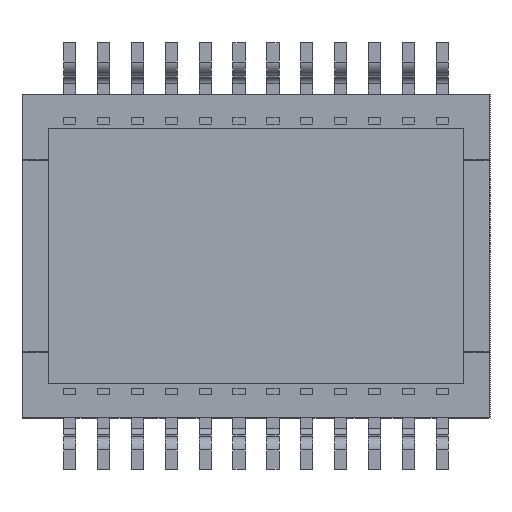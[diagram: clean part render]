
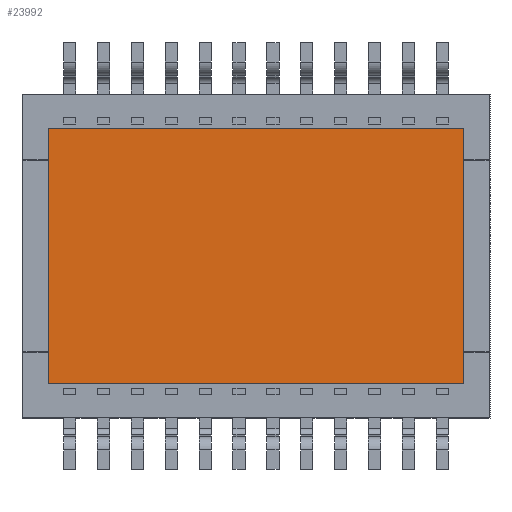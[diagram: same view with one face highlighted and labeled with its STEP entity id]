
A CAD part, front view. The second image highlights one B-rep face of the part: STEP entity #23992.
In plain terms, the highlighted planar face has unit normal (0, -1, 0).
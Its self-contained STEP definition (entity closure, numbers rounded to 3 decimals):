
#4823=DIRECTION('',(0.,0.,1.));
#4824=VECTOR('',#4823,9.55);
#4825=CARTESIAN_POINT('',(87.844,2.9,-24.775));
#4826=LINE('',#4825,#4824);
#4827=DIRECTION('',(1.,0.,0.));
#4828=VECTOR('',#4827,15.57);
#4829=CARTESIAN_POINT('',(72.274,2.9,-24.775));
#4830=LINE('',#4829,#4828);
#4831=DIRECTION('',(0.,0.,-1.));
#4832=VECTOR('',#4831,9.55);
#4833=CARTESIAN_POINT('',(72.274,2.9,-15.225));
#4834=LINE('',#4833,#4832);
#4835=DIRECTION('',(-1.,0.,0.));
#4836=VECTOR('',#4835,15.57);
#4837=CARTESIAN_POINT('',(87.844,2.9,-15.225));
#4838=LINE('',#4837,#4836);
#15217=CARTESIAN_POINT('',(72.274,2.9,-15.225));
#15218=VERTEX_POINT('',#15217);
#15223=CARTESIAN_POINT('',(72.274,2.9,-24.775));
#15224=VERTEX_POINT('',#15223);
#15225=CARTESIAN_POINT('',(87.844,2.9,-24.775));
#15226=VERTEX_POINT('',#15225);
#15231=CARTESIAN_POINT('',(87.844,2.9,-15.225));
#15232=VERTEX_POINT('',#15231);
#23981=CARTESIAN_POINT('',(80.059,2.9,-20.));
#23982=DIRECTION('',(0.,1.,0.));
#23983=DIRECTION('',(-1.,0.,0.));
#23984=AXIS2_PLACEMENT_3D('',#23981,#23982,#23983);
#23985=PLANE('',#23984);
#23986=ORIENTED_EDGE('',*,*,#23916,.F.);
#23987=ORIENTED_EDGE('',*,*,#23938,.F.);
#23988=ORIENTED_EDGE('',*,*,#23952,.F.);
#23989=ORIENTED_EDGE('',*,*,#23973,.F.);
#23990=EDGE_LOOP('',(#23986,#23987,#23988,#23989));
#23991=FACE_OUTER_BOUND('',#23990,.F.);
#23916=EDGE_CURVE('',#15226,#15232,#4826,.T.);
#23938=EDGE_CURVE('',#15224,#15226,#4830,.T.);
#23952=EDGE_CURVE('',#15218,#15224,#4834,.T.);
#23973=EDGE_CURVE('',#15232,#15218,#4838,.T.);
#23992=ADVANCED_FACE('',(#23991),#23985,.F.);
